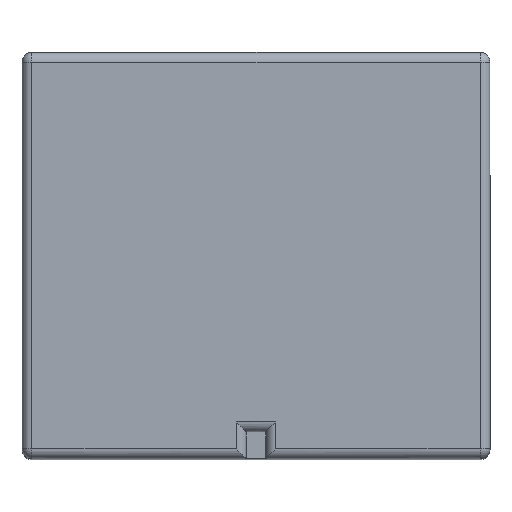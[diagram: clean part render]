
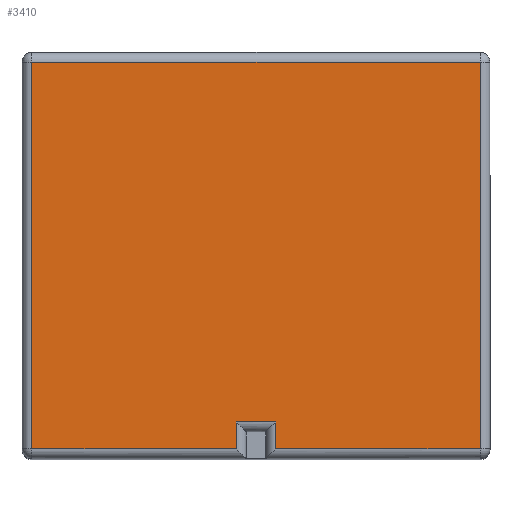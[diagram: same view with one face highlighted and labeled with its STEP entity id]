
A CAD part, top view. The second image highlights one B-rep face of the part: STEP entity #3410.
In plain terms, the highlighted planar face has unit normal (0, 0, 1).
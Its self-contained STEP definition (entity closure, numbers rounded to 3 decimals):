
#703 = EDGE_CURVE ( 'NONE', #6518, #4024, #10129, .T. ) ;
#710 = DIRECTION ( 'NONE',  ( 0., -1., 0. ) ) ;
#758 = VECTOR ( 'NONE', #710, 1000. ) ;
#1524 = VECTOR ( 'NONE', #6394, 1000. ) ;
#1555 = LINE ( 'NONE', #4294, #15406 ) ;
#1675 = ORIENTED_EDGE ( 'NONE', *, *, #4604, .T. ) ;
#2308 = CARTESIAN_POINT ( 'NONE',  ( 1.59, -16.5, 40. ) ) ;
#2332 = DIRECTION ( 'NONE',  ( 1., 0., 0. ) ) ;
#2799 = LINE ( 'NONE', #9110, #8663 ) ;
#2804 = VERTEX_POINT ( 'NONE', #13541 ) ;
#3275 = FACE_OUTER_BOUND ( 'NONE', #12710, .T. ) ;
#3294 = VERTEX_POINT ( 'NONE', #11408 ) ;
#3410 = ADVANCED_FACE ( 'NONE', ( #3275 ), #15283, .T. ) ;
#3601 = EDGE_CURVE ( 'NONE', #10964, #9038, #1555, .T. ) ;
#4017 = ORIENTED_EDGE ( 'NONE', *, *, #6437, .T. ) ;
#4024 = VERTEX_POINT ( 'NONE', #11099 ) ;
#4103 = CARTESIAN_POINT ( 'NONE',  ( 1.59, -15.7, 40. ) ) ;
#4294 = CARTESIAN_POINT ( 'NONE',  ( -0.79, -15.7, 40. ) ) ;
#4604 = EDGE_CURVE ( 'NONE', #2804, #15383, #6783, .T. ) ;
#4972 = VECTOR ( 'NONE', #11810, 1000. ) ;
#5122 = LINE ( 'NONE', #6206, #758 ) ;
#5407 = AXIS2_PLACEMENT_3D ( 'NONE', #11782, #14128, #8151 ) ;
#5958 = CARTESIAN_POINT ( 'NONE',  ( -18.2, 15.7, 40. ) ) ;
#6206 = CARTESIAN_POINT ( 'NONE',  ( -18.2, -16.5, 40. ) ) ;
#6394 = DIRECTION ( 'NONE',  ( 1., 0., 0. ) ) ;
#6437 = EDGE_CURVE ( 'NONE', #4024, #15262, #2799, .T. ) ;
#6518 = VERTEX_POINT ( 'NONE', #12427 ) ;
#6783 = LINE ( 'NONE', #2308, #12714 ) ;
#6957 = CARTESIAN_POINT ( 'NONE',  ( -1.59, -15.7, 40. ) ) ;
#6979 = LINE ( 'NONE', #9229, #4972 ) ;
#7582 = LINE ( 'NONE', #8780, #1524 ) ;
#8151 = DIRECTION ( 'NONE',  ( 1., 0., 0. ) ) ;
#8663 = VECTOR ( 'NONE', #8958, 1000. ) ;
#8780 = CARTESIAN_POINT ( 'NONE',  ( 19., -15.7, 40. ) ) ;
#8872 = VECTOR ( 'NONE', #10199, 1000. ) ;
#8958 = DIRECTION ( 'NONE',  ( -1., 0., 0. ) ) ;
#9038 = VERTEX_POINT ( 'NONE', #6957 ) ;
#9110 = CARTESIAN_POINT ( 'NONE',  ( -19., 15.7, 40. ) ) ;
#9229 = CARTESIAN_POINT ( 'NONE',  ( -1.59, -14.312, 40. ) ) ;
#9595 = CARTESIAN_POINT ( 'NONE',  ( 0.79, -13.512, 40. ) ) ;
#9858 = EDGE_CURVE ( 'NONE', #3294, #2804, #13142, .T. ) ;
#10022 = EDGE_CURVE ( 'NONE', #15262, #10964, #5122, .T. ) ;
#10071 = VECTOR ( 'NONE', #2332, 1000. ) ;
#10129 = LINE ( 'NONE', #14886, #8872 ) ;
#10199 = DIRECTION ( 'NONE',  ( 0., 1., 0. ) ) ;
#10771 = ORIENTED_EDGE ( 'NONE', *, *, #3601, .T. ) ;
#10964 = VERTEX_POINT ( 'NONE', #13237 ) ;
#11099 = CARTESIAN_POINT ( 'NONE',  ( 18.2, 15.7, 40. ) ) ;
#11205 = EDGE_CURVE ( 'NONE', #15383, #6518, #7582, .T. ) ;
#11357 = ORIENTED_EDGE ( 'NONE', *, *, #12613, .T. ) ;
#11408 = CARTESIAN_POINT ( 'NONE',  ( -1.59, -13.512, 40. ) ) ;
#11456 = DIRECTION ( 'NONE',  ( 1., 0., 0. ) ) ;
#11614 = DIRECTION ( 'NONE',  ( 0., -1., 0. ) ) ;
#11782 = CARTESIAN_POINT ( 'NONE',  ( 0., 0., 40. ) ) ;
#11794 = ORIENTED_EDGE ( 'NONE', *, *, #9858, .T. ) ;
#11810 = DIRECTION ( 'NONE',  ( 0., 1., 0. ) ) ;
#12427 = CARTESIAN_POINT ( 'NONE',  ( 18.2, -15.7, 40. ) ) ;
#12613 = EDGE_CURVE ( 'NONE', #9038, #3294, #6979, .T. ) ;
#12710 = EDGE_LOOP ( 'NONE', ( #11357, #11794, #1675, #13552, #13282, #4017, #12984, #10771 ) ) ;
#12714 = VECTOR ( 'NONE', #11614, 1000. ) ;
#12984 = ORIENTED_EDGE ( 'NONE', *, *, #10022, .T. ) ;
#13142 = LINE ( 'NONE', #9595, #10071 ) ;
#13237 = CARTESIAN_POINT ( 'NONE',  ( -18.2, -15.7, 40. ) ) ;
#13282 = ORIENTED_EDGE ( 'NONE', *, *, #703, .T. ) ;
#13541 = CARTESIAN_POINT ( 'NONE',  ( 1.59, -13.512, 40. ) ) ;
#13552 = ORIENTED_EDGE ( 'NONE', *, *, #11205, .T. ) ;
#14128 = DIRECTION ( 'NONE',  ( 0., 0., 1. ) ) ;
#14886 = CARTESIAN_POINT ( 'NONE',  ( 18.2, 16.5, 40. ) ) ;
#15262 = VERTEX_POINT ( 'NONE', #5958 ) ;
#15283 = PLANE ( 'NONE',  #5407 ) ;
#15383 = VERTEX_POINT ( 'NONE', #4103 ) ;
#15406 = VECTOR ( 'NONE', #11456, 1000. ) ;
